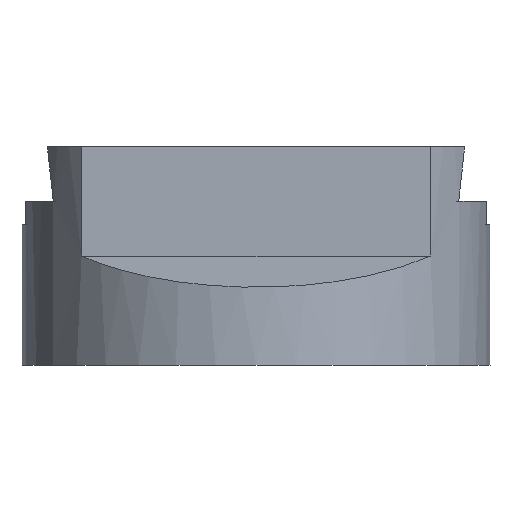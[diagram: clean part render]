
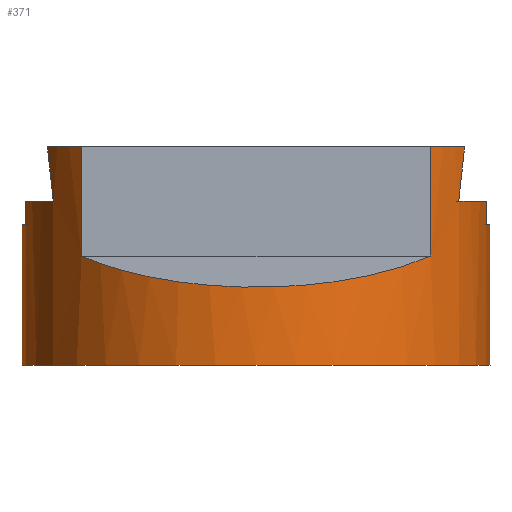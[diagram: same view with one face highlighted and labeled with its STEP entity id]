
A CAD part, left-side view. The second image highlights one B-rep face of the part: STEP entity #371.
In plain terms, the highlighted cylindrical face has radius 15 mm (diameter 30 mm), a full revolution.
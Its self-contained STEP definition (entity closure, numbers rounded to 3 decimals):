
#14=ELLIPSE('',#418,76.485,15.);
#15=ELLIPSE('',#422,76.485,15.);
#16=ELLIPSE('',#428,76.485,15.);
#17=ELLIPSE('',#432,76.485,15.);
#18=ELLIPSE('',#433,16.155,15.);
#42=FACE_OUTER_BOUND('',#63,.T.);
#63=EDGE_LOOP('',(#256,#257,#258,#259,#260,#261,#262,#263,#264,#265,#266,
#267,#268,#269,#270,#271,#272,#273,#274,#275,#276,#277,#278,#279,#280,#281,
#282,#283));
#82=CIRCLE('',#415,15.);
#83=CIRCLE('',#416,15.);
#84=CIRCLE('',#419,15.);
#85=CIRCLE('',#420,15.);
#86=CIRCLE('',#421,15.);
#87=CIRCLE('',#423,15.);
#88=CIRCLE('',#424,15.);
#89=CIRCLE('',#425,15.);
#90=CIRCLE('',#426,15.);
#91=CIRCLE('',#427,15.);
#92=CIRCLE('',#429,15.);
#93=CIRCLE('',#430,15.);
#94=CIRCLE('',#431,15.);
#102=LINE('',#660,#126);
#103=LINE('',#664,#127);
#104=LINE('',#672,#128);
#105=LINE('',#676,#129);
#106=LINE('',#681,#130);
#107=LINE('',#689,#131);
#108=LINE('',#693,#132);
#109=LINE('',#698,#133);
#110=LINE('',#701,#134);
#126=VECTOR('',#482,10.);
#127=VECTOR('',#485,10.);
#128=VECTOR('',#492,10.);
#129=VECTOR('',#495,15.);
#130=VECTOR('',#500,10.);
#131=VECTOR('',#507,10.);
#132=VECTOR('',#510,10.);
#133=VECTOR('',#515,10.);
#134=VECTOR('',#518,10.);
#156=VERTEX_POINT('',#646);
#157=VERTEX_POINT('',#647);
#158=VERTEX_POINT('',#649);
#159=VERTEX_POINT('',#651);
#160=VERTEX_POINT('',#655);
#161=VERTEX_POINT('',#657);
#162=VERTEX_POINT('',#659);
#163=VERTEX_POINT('',#661);
#164=VERTEX_POINT('',#663);
#165=VERTEX_POINT('',#665);
#166=VERTEX_POINT('',#667);
#167=VERTEX_POINT('',#669);
#168=VERTEX_POINT('',#671);
#169=VERTEX_POINT('',#673);
#170=VERTEX_POINT('',#675);
#171=VERTEX_POINT('',#678);
#172=VERTEX_POINT('',#680);
#173=VERTEX_POINT('',#682);
#174=VERTEX_POINT('',#684);
#175=VERTEX_POINT('',#686);
#176=VERTEX_POINT('',#688);
#177=VERTEX_POINT('',#690);
#178=VERTEX_POINT('',#692);
#179=VERTEX_POINT('',#694);
#180=VERTEX_POINT('',#697);
#181=VERTEX_POINT('',#699);
#194=EDGE_CURVE('',#158,#157,#82,.T.);
#196=EDGE_CURVE('',#156,#159,#83,.T.);
#197=EDGE_CURVE('',#157,#160,#14,.T.);
#198=EDGE_CURVE('',#160,#161,#84,.T.);
#199=EDGE_CURVE('',#161,#162,#102,.T.);
#200=EDGE_CURVE('',#162,#163,#85,.T.);
#201=EDGE_CURVE('',#163,#164,#103,.T.);
#202=EDGE_CURVE('',#164,#165,#86,.T.);
#203=EDGE_CURVE('',#165,#166,#15,.T.);
#204=EDGE_CURVE('',#166,#167,#87,.T.);
#205=EDGE_CURVE('',#167,#168,#104,.T.);
#206=EDGE_CURVE('',#168,#169,#88,.T.);
#207=EDGE_CURVE('',#169,#170,#105,.T.);
#208=EDGE_CURVE('',#170,#170,#89,.T.);
#209=EDGE_CURVE('',#169,#171,#90,.T.);
#210=EDGE_CURVE('',#171,#172,#106,.T.);
#211=EDGE_CURVE('',#172,#173,#91,.T.);
#212=EDGE_CURVE('',#173,#174,#16,.T.);
#213=EDGE_CURVE('',#174,#175,#92,.T.);
#214=EDGE_CURVE('',#175,#176,#107,.T.);
#215=EDGE_CURVE('',#176,#177,#93,.T.);
#216=EDGE_CURVE('',#177,#178,#108,.T.);
#217=EDGE_CURVE('',#178,#179,#94,.T.);
#218=EDGE_CURVE('',#179,#156,#17,.T.);
#219=EDGE_CURVE('',#159,#180,#109,.T.);
#220=EDGE_CURVE('',#180,#181,#18,.T.);
#221=EDGE_CURVE('',#181,#158,#110,.T.);
#256=ORIENTED_EDGE('',*,*,#197,.T.);
#257=ORIENTED_EDGE('',*,*,#198,.T.);
#258=ORIENTED_EDGE('',*,*,#199,.T.);
#259=ORIENTED_EDGE('',*,*,#200,.T.);
#260=ORIENTED_EDGE('',*,*,#201,.T.);
#261=ORIENTED_EDGE('',*,*,#202,.T.);
#262=ORIENTED_EDGE('',*,*,#203,.T.);
#263=ORIENTED_EDGE('',*,*,#204,.T.);
#264=ORIENTED_EDGE('',*,*,#205,.T.);
#265=ORIENTED_EDGE('',*,*,#206,.T.);
#266=ORIENTED_EDGE('',*,*,#207,.T.);
#267=ORIENTED_EDGE('',*,*,#208,.T.);
#268=ORIENTED_EDGE('',*,*,#207,.F.);
#269=ORIENTED_EDGE('',*,*,#209,.T.);
#270=ORIENTED_EDGE('',*,*,#210,.T.);
#271=ORIENTED_EDGE('',*,*,#211,.T.);
#272=ORIENTED_EDGE('',*,*,#212,.T.);
#273=ORIENTED_EDGE('',*,*,#213,.T.);
#274=ORIENTED_EDGE('',*,*,#214,.T.);
#275=ORIENTED_EDGE('',*,*,#215,.T.);
#276=ORIENTED_EDGE('',*,*,#216,.T.);
#277=ORIENTED_EDGE('',*,*,#217,.T.);
#278=ORIENTED_EDGE('',*,*,#218,.T.);
#279=ORIENTED_EDGE('',*,*,#196,.T.);
#280=ORIENTED_EDGE('',*,*,#219,.T.);
#281=ORIENTED_EDGE('',*,*,#220,.T.);
#282=ORIENTED_EDGE('',*,*,#221,.T.);
#283=ORIENTED_EDGE('',*,*,#194,.T.);
#341=CYLINDRICAL_SURFACE('',#417,15.);
#371=ADVANCED_FACE('',(#42),#341,.T.);
#415=AXIS2_PLACEMENT_3D('',#650,#471,#472);
#416=AXIS2_PLACEMENT_3D('',#653,#474,#475);
#417=AXIS2_PLACEMENT_3D('',#654,#476,#477);
#418=AXIS2_PLACEMENT_3D('',#656,#478,#479);
#419=AXIS2_PLACEMENT_3D('',#658,#480,#481);
#420=AXIS2_PLACEMENT_3D('',#662,#483,#484);
#421=AXIS2_PLACEMENT_3D('',#666,#486,#487);
#422=AXIS2_PLACEMENT_3D('',#668,#488,#489);
#423=AXIS2_PLACEMENT_3D('',#670,#490,#491);
#424=AXIS2_PLACEMENT_3D('',#674,#493,#494);
#425=AXIS2_PLACEMENT_3D('',#677,#496,#497);
#426=AXIS2_PLACEMENT_3D('',#679,#498,#499);
#427=AXIS2_PLACEMENT_3D('',#683,#501,#502);
#428=AXIS2_PLACEMENT_3D('',#685,#503,#504);
#429=AXIS2_PLACEMENT_3D('',#687,#505,#506);
#430=AXIS2_PLACEMENT_3D('',#691,#508,#509);
#431=AXIS2_PLACEMENT_3D('',#695,#511,#512);
#432=AXIS2_PLACEMENT_3D('',#696,#513,#514);
#433=AXIS2_PLACEMENT_3D('',#700,#516,#517);
#471=DIRECTION('center_axis',(0.,0.,-1.));
#472=DIRECTION('ref_axis',(-1.,0.,0.));
#474=DIRECTION('center_axis',(0.,0.,-1.));
#475=DIRECTION('ref_axis',(-1.,0.,0.));
#476=DIRECTION('center_axis',(0.,0.,1.));
#477=DIRECTION('ref_axis',(-1.,0.,0.));
#478=DIRECTION('center_axis',(-0.981,0.,0.196));
#479=DIRECTION('ref_axis',(-0.196,0.,-0.981));
#480=DIRECTION('center_axis',(0.,0.,-1.));
#481=DIRECTION('ref_axis',(-1.,0.,0.));
#482=DIRECTION('',(0.,0.,-1.));
#483=DIRECTION('center_axis',(0.,0.,-1.));
#484=DIRECTION('ref_axis',(-1.,0.,0.));
#485=DIRECTION('',(0.,0.,1.));
#486=DIRECTION('center_axis',(0.,0.,-1.));
#487=DIRECTION('ref_axis',(-1.,0.,0.));
#488=DIRECTION('center_axis',(0.981,0.,0.196));
#489=DIRECTION('ref_axis',(-0.196,0.,0.981));
#490=DIRECTION('center_axis',(0.,0.,-1.));
#491=DIRECTION('ref_axis',(-1.,0.,0.));
#492=DIRECTION('',(0.,0.,-1.));
#493=DIRECTION('center_axis',(0.,0.,-1.));
#494=DIRECTION('ref_axis',(-1.,0.,0.));
#495=DIRECTION('',(0.,0.,-1.));
#496=DIRECTION('center_axis',(0.,0.,1.));
#497=DIRECTION('ref_axis',(-1.,0.,0.));
#498=DIRECTION('center_axis',(0.,0.,-1.));
#499=DIRECTION('ref_axis',(-1.,0.,0.));
#500=DIRECTION('',(0.,0.,1.));
#501=DIRECTION('center_axis',(0.,0.,-1.));
#502=DIRECTION('ref_axis',(-1.,0.,0.));
#503=DIRECTION('center_axis',(0.981,0.,0.196));
#504=DIRECTION('ref_axis',(-0.196,0.,0.981));
#505=DIRECTION('center_axis',(0.,0.,-1.));
#506=DIRECTION('ref_axis',(-1.,0.,0.));
#507=DIRECTION('',(0.,0.,-1.));
#508=DIRECTION('center_axis',(0.,0.,-1.));
#509=DIRECTION('ref_axis',(-1.,0.,0.));
#510=DIRECTION('',(0.,0.,1.));
#511=DIRECTION('center_axis',(0.,0.,-1.));
#512=DIRECTION('ref_axis',(-1.,0.,0.));
#513=DIRECTION('center_axis',(-0.981,0.,0.196));
#514=DIRECTION('ref_axis',(-0.196,0.,-0.981));
#515=DIRECTION('',(0.,0.,-1.));
#516=DIRECTION('center_axis',(0.371,0.,-0.928));
#517=DIRECTION('ref_axis',(-0.928,0.,-0.371));
#518=DIRECTION('',(0.,0.,1.));
#646=CARTESIAN_POINT('',(-6.8,-13.37,15.));
#647=CARTESIAN_POINT('',(-6.8,13.37,15.));
#649=CARTESIAN_POINT('',(-10.,11.18,15.));
#650=CARTESIAN_POINT('Origin',(0.,0.,15.));
#651=CARTESIAN_POINT('',(-10.,-11.18,15.));
#653=CARTESIAN_POINT('Origin',(0.,0.,15.));
#654=CARTESIAN_POINT('Origin',(0.,0.,0.));
#655=CARTESIAN_POINT('',(-7.5,12.99,11.5));
#656=CARTESIAN_POINT('Origin',(0.,0.,49.));
#657=CARTESIAN_POINT('',(-2.75,14.746,11.5));
#658=CARTESIAN_POINT('Origin',(0.,0.,11.5));
#659=CARTESIAN_POINT('',(-2.75,14.746,10.));
#660=CARTESIAN_POINT('',(-2.75,14.746,0.));
#661=CARTESIAN_POINT('',(2.75,14.746,10.));
#662=CARTESIAN_POINT('Origin',(0.,0.,10.));
#663=CARTESIAN_POINT('',(2.75,14.746,11.5));
#664=CARTESIAN_POINT('',(2.75,14.746,0.));
#665=CARTESIAN_POINT('',(7.5,12.99,11.5));
#666=CARTESIAN_POINT('Origin',(0.,0.,11.5));
#667=CARTESIAN_POINT('',(6.8,13.37,15.));
#668=CARTESIAN_POINT('Origin',(0.,0.,49.));
#669=CARTESIAN_POINT('',(10.,11.18,15.));
#670=CARTESIAN_POINT('Origin',(0.,0.,15.));
#671=CARTESIAN_POINT('',(10.,11.18,5.));
#672=CARTESIAN_POINT('',(10.,11.18,0.));
#673=CARTESIAN_POINT('',(15.,0.,5.));
#674=CARTESIAN_POINT('Origin',(0.,0.,5.));
#675=CARTESIAN_POINT('',(15.,0.,1.));
#676=CARTESIAN_POINT('',(15.,0.,0.));
#677=CARTESIAN_POINT('Origin',(0.,0.,1.));
#678=CARTESIAN_POINT('',(10.,-11.18,5.));
#679=CARTESIAN_POINT('Origin',(0.,0.,5.));
#680=CARTESIAN_POINT('',(10.,-11.18,15.));
#681=CARTESIAN_POINT('',(10.,-11.18,0.));
#682=CARTESIAN_POINT('',(6.8,-13.37,15.));
#683=CARTESIAN_POINT('Origin',(0.,0.,15.));
#684=CARTESIAN_POINT('',(7.5,-12.99,11.5));
#685=CARTESIAN_POINT('Origin',(0.,0.,49.));
#686=CARTESIAN_POINT('',(2.75,-14.746,11.5));
#687=CARTESIAN_POINT('Origin',(0.,0.,11.5));
#688=CARTESIAN_POINT('',(2.75,-14.746,10.));
#689=CARTESIAN_POINT('',(2.75,-14.746,0.));
#690=CARTESIAN_POINT('',(-2.75,-14.746,10.));
#691=CARTESIAN_POINT('Origin',(0.,0.,10.));
#692=CARTESIAN_POINT('',(-2.75,-14.746,11.5));
#693=CARTESIAN_POINT('',(-2.75,-14.746,0.));
#694=CARTESIAN_POINT('',(-7.5,-12.99,11.5));
#695=CARTESIAN_POINT('Origin',(0.,0.,11.5));
#696=CARTESIAN_POINT('Origin',(0.,0.,49.));
#697=CARTESIAN_POINT('',(-10.,-11.18,8.));
#698=CARTESIAN_POINT('',(-10.,-11.18,0.));
#699=CARTESIAN_POINT('',(-10.,11.18,8.));
#700=CARTESIAN_POINT('Origin',(0.,0.,12.));
#701=CARTESIAN_POINT('',(-10.,11.18,0.));
